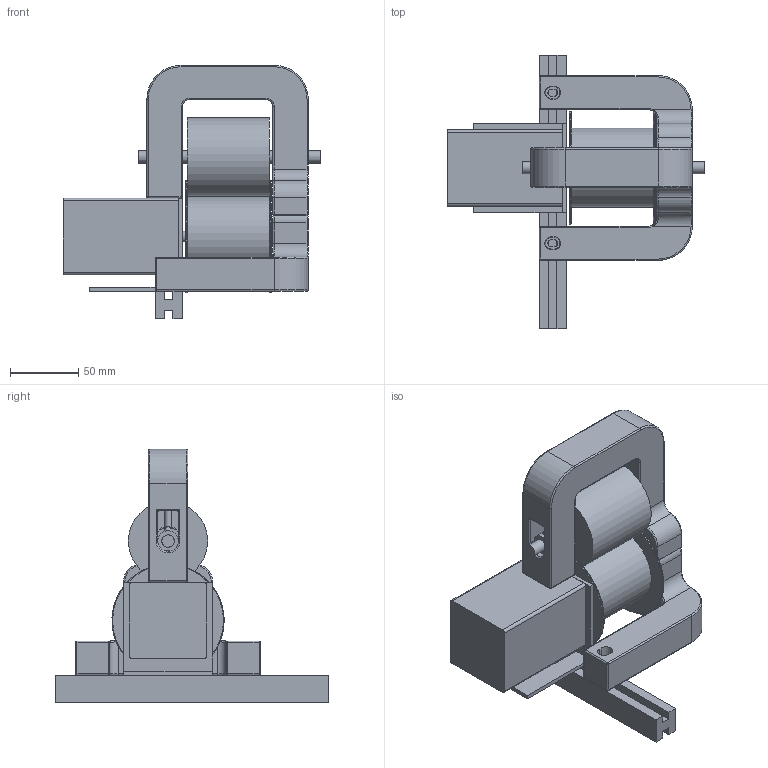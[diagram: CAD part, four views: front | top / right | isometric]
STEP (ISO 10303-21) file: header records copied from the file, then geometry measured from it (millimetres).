
FILE_DESCRIPTION(/* description */ (''),/* implementation_level */ '2;1');
FILE_NAME(/* name */ 'Spike Cutter Project 3D Printed Parts.step',/* time_stamp */ '2023-06-19T13:46:23+01:00',/* author */ (''),/* organization */ (''),/* preprocessor_version */ 'ST-DEVELOPER v19.2',/* originating_system */ 'Autodesk Translation Framework v12.6.0.85',/* authorisation */ '');
FILE_SCHEMA (('AUTOMOTIVE_DESIGN { 1 0 10303 214 3 1 1 }'));
Length unit declared in the file: millimetre
Products named in the file (1): Spike Cutter Project
Bounding box: 188 x 200 x 185 mm (x, y, z)
Volume: 1112837.8 mm3; surface area: 209777.8 mm2
Topology: 16 solids, 16 shells, 381 faces, 819 edges, 482 vertices
Faces by surface type: cylinder 145, plane 134, torus 62, sphere 16, cone 12, bspline 12
Full cylindrical faces by diameter (mm): 5 x2, 5.2 x2, 8 x3, 9 x5, 9.2 x2, 20 x3, 20.2 x3, 20.3 x2, 20.4 x4, 21.2 x4, 38.1 x2, 58 x2, 82 x2
Entity records: 10898 total; most frequent: CARTESIAN_POINT 2382, DIRECTION 1927, ORIENTED_EDGE 1622, EDGE_CURVE 811, AXIS2_PLACEMENT_3D 770, VERTEX_POINT 482, EDGE_LOOP 431, CIRCLE 392
